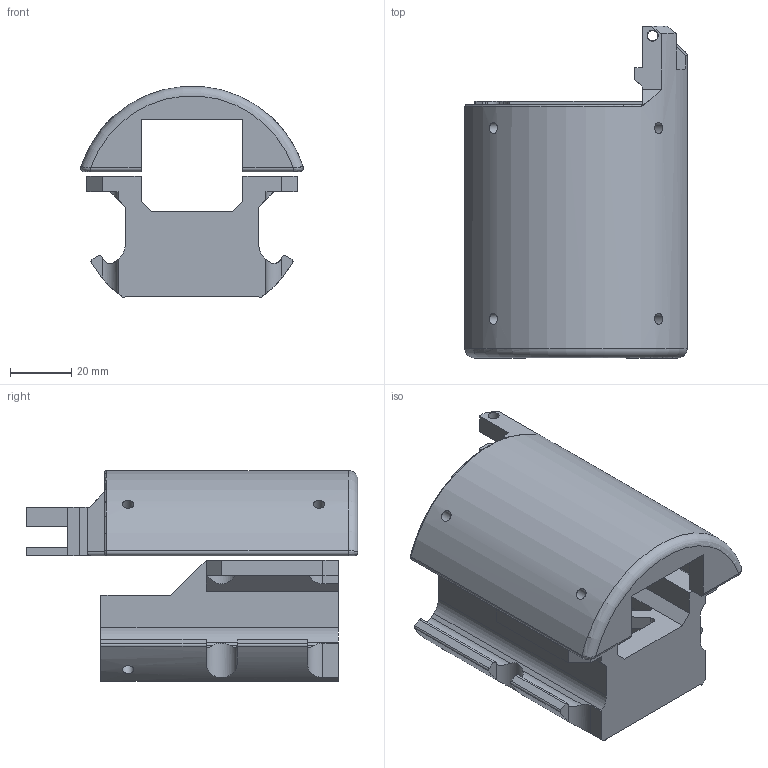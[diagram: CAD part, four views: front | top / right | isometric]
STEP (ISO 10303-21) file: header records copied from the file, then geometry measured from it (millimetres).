
FILE_DESCRIPTION(/* description */ (''),/* implementation_level */ '2;1');
FILE_NAME(/* name */ 'Circuit Board Holder.step',/* time_stamp */ '2025-10-16T22:24:18-04:00',/* author */ (''),/* organization */ (''),/* preprocessor_version */ 'ST-DEVELOPER v20.1',/* originating_system */ 'Autodesk Translation Framework v14.17.0.0',/* authorisation */ '');
FILE_SCHEMA (('AUTOMOTIVE_DESIGN { 1 0 10303 214 3 1 1 }'));
Length unit declared in the file: inch
Products named in the file (3): Circuit Board Holder; base piece; Clamping and battery holder
Assembly tree (2 placements, depth 2):
  Circuit Board Holder
    base piece
    Clamping and battery holder
Bounding box: 72.56 x 108.2 x 68.78 mm (x, y, z)
Volume: 116761.8 mm3; surface area: 47338 mm2
Topology: 2 solids, 2 shells, 229 faces, 632 edges, 413 vertices
Faces by surface type: plane 125, cylinder 91, bspline 4, torus 4, sphere 3, cone 2
Full cylindrical faces by diameter (mm): 3.3 x1, 3.607 x15
Entity records: 7838 total; most frequent: CARTESIAN_POINT 1770, ORIENTED_EDGE 1264, DIRECTION 1241, EDGE_CURVE 632, AXIS2_PLACEMENT_3D 419, VERTEX_POINT 413, LINE 403, VECTOR 403
